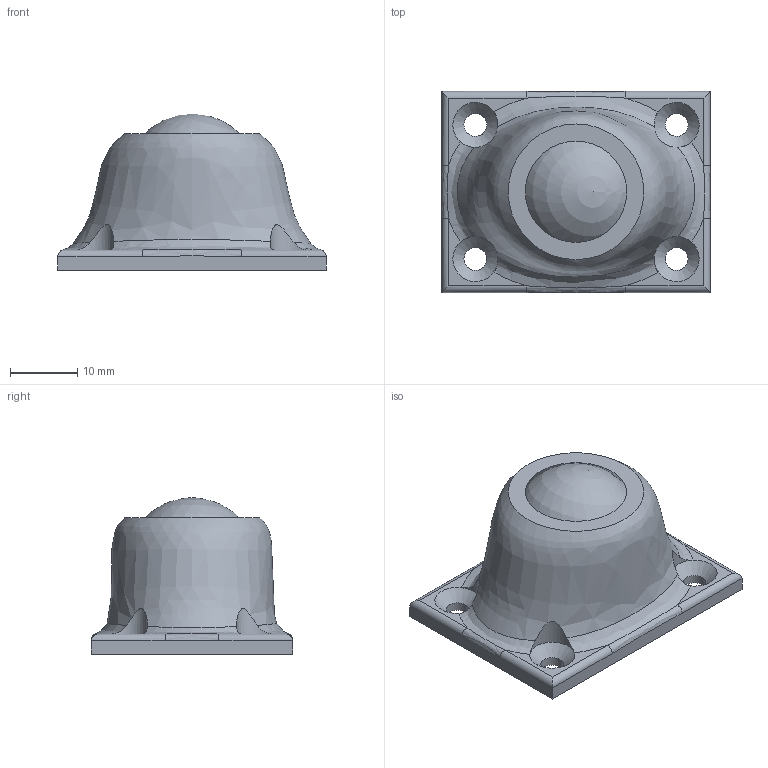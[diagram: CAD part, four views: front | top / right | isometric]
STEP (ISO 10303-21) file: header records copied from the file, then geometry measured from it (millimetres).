
FILE_DESCRIPTION(/* description */ ('STEP AP242','CAx-IF Rec.Pracs.---Representation and Presentation of Product Manufacturing Information (PMI)---4.0---2014-10-13','CAx-IF Rec.Pracs.---3D Tessellated Geometry---0.4---2014-09-14','2;1'),/* implementation_level */ '2;1');
FILE_NAME(/* name */ '67140f3327199419eeccf65d',/* time_stamp */ '2024-10-19T19:57:40Z',/* author */ (''),/* organization */ (''),/* preprocessor_version */ 'ST-DEVELOPER v20',/* originating_system */ ' ',/* authorisation */ ' ');
FILE_SCHEMA (('AP242_MANAGED_MODEL_BASED_3D_ENGINEERING_MIM_LF { 1 0 10303 442 1 1 4 }'));
Length unit declared in the file: metre
Products named in the file (3): Assembly 1; Roller_Sphere; Roller_Housing
Assembly tree (2 placements, depth 2):
  Assembly 1
    Roller_Sphere
    Roller_Housing
Bounding box: 40 x 30 x 23.3 mm (x, y, z)
Volume: 12785.7 mm3; surface area: 6081.9 mm2
Topology: 2 solids, 2 shells, 41 faces, 109 edges, 66 vertices
Faces by surface type: cylinder 16, plane 10, bspline 9, cone 4, sphere 2
Full cylindrical faces by diameter (mm): 3.4 x4
Entity records: 1639 total; most frequent: CARTESIAN_POINT 721, ORIENTED_EDGE 178, DIRECTION 160, EDGE_CURVE 89, AXIS2_PLACEMENT_3D 68, VERTEX_POINT 58, FACE_BOUND 55, EDGE_LOOP 54
